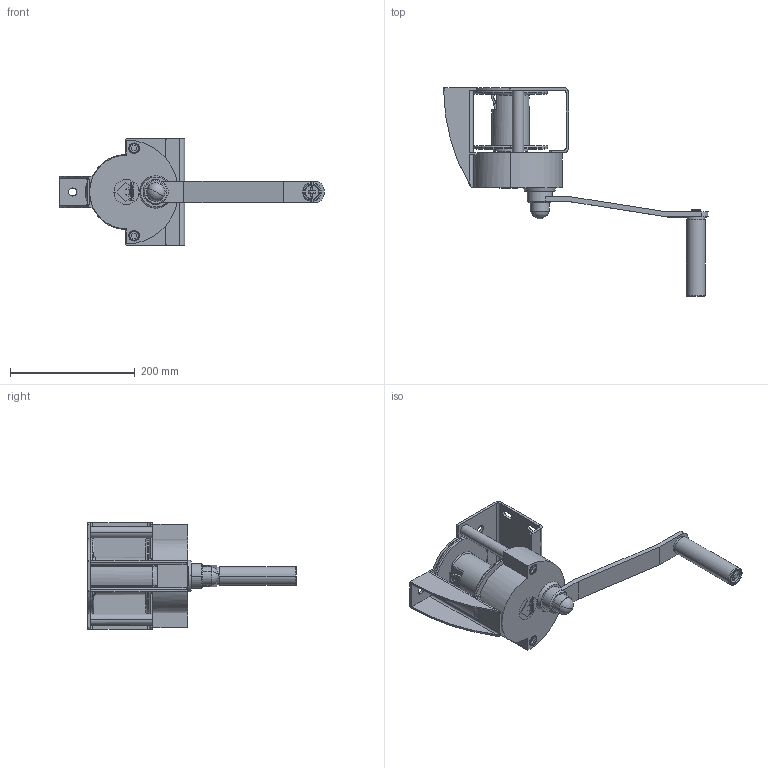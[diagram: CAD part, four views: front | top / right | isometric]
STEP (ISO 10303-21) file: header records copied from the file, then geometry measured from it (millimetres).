
FILE_DESCRIPTION(('Creo Elements/Direct Modeling STEP Export'),'2;1');
FILE_NAME('KV_500_207118.stp','2012-09-05T13:13:49',(''),(''),'Creo Elements/Direct Modeling STEP processor for AP214 (Solid Model)','Creo Elements/Direct Modeling 18.1 03-Mar-2012 (C) Parametric Technology GmbH','');
FILE_SCHEMA(('AUTOMOTIVE_DESIGN { 1 0 10303 214 1 1 1 1 }'));
Length unit declared in the file: millimetre
Products named in the file (3): Kurbel; Seilwinde; Seilwinde-TANGO-KV500
Assembly tree (2 placements, depth 2):
  Seilwinde-TANGO-KV500
    Seilwinde
    Kurbel
Bounding box: 423.68 x 333.9 x 170 mm (x, y, z)
Volume: 1736124.9 mm3; surface area: 294781.6 mm2
Topology: 2 solids, 2 shells, 475 faces, 1203 edges, 783 vertices
Faces by surface type: plane 234, cylinder 166, cone 49, torus 17, bspline 7, sphere 2
Entity records: 19415 total; most frequent: CARTESIAN_POINT 7036, ORIENTED_EDGE 2402, DIRECTION 2124, EDGE_CURVE 1201, VERTEX_POINT 783, AXIS2_PLACEMENT_3D 734, VECTOR 656, LINE 656
